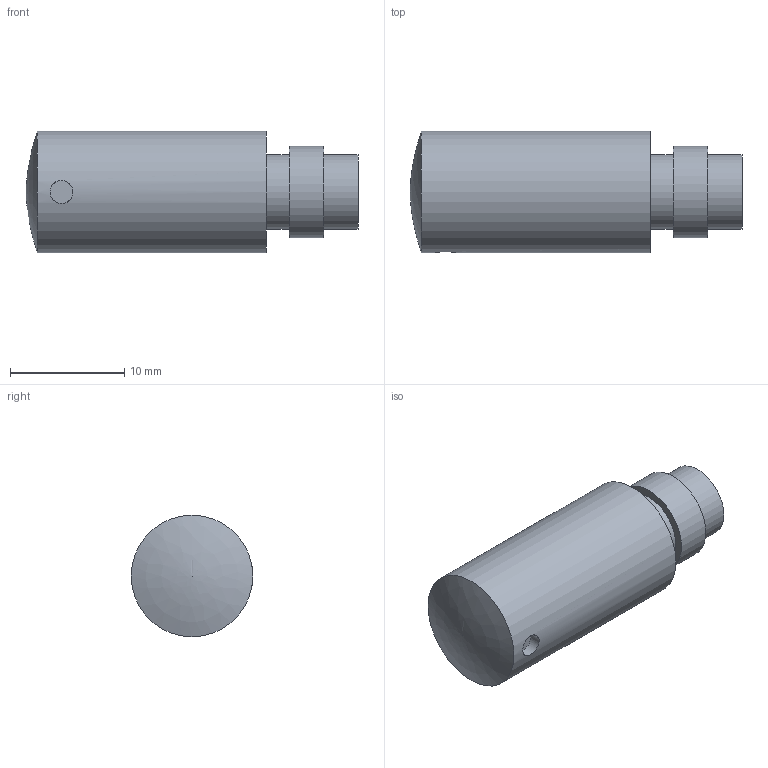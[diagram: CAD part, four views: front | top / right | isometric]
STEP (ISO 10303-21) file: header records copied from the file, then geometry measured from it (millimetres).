
FILE_DESCRIPTION(/* description */ (''),/* implementation_level */ '2;1');
FILE_NAME(/* name */ 'MZR90179.stp',/* time_stamp */ '2014-05-06T15:13:56+02:00',/* author */ ('wattenberg'),/* organization */ (''),/* preprocessor_version */ 'ST-DEVELOPER v15.2',/* originating_system */ 'Autodesk Inventor 2014',/* authorisation */ '');
FILE_SCHEMA (('AUTOMOTIVE_DESIGN { 1 0 10303 214 3 1 1 }'));
Length unit declared in the file: millimetre
Products named in the file (1): MZR90179
Bounding box: 29 x 10.62 x 10.62 mm (x, y, z)
Volume: 2011 mm3; surface area: 1199.1 mm2
Topology: 1 solids, 1 shells, 19 faces, 40 edges, 27 vertices
Faces by surface type: cylinder 9, plane 6, sphere 3, bspline 1
Full cylindrical faces by diameter (mm): 1 x3, 2 x1, 5.7 x1, 6.5 x2, 8 x1, 10.62 x1
Entity records: 496 total; most frequent: CARTESIAN_POINT 125, DIRECTION 74, ORIENTED_EDGE 42, AXIS2_PLACEMENT_3D 37, EDGE_LOOP 36, FACE_BOUND 21, VERTEX_POINT 21, EDGE_CURVE 21
